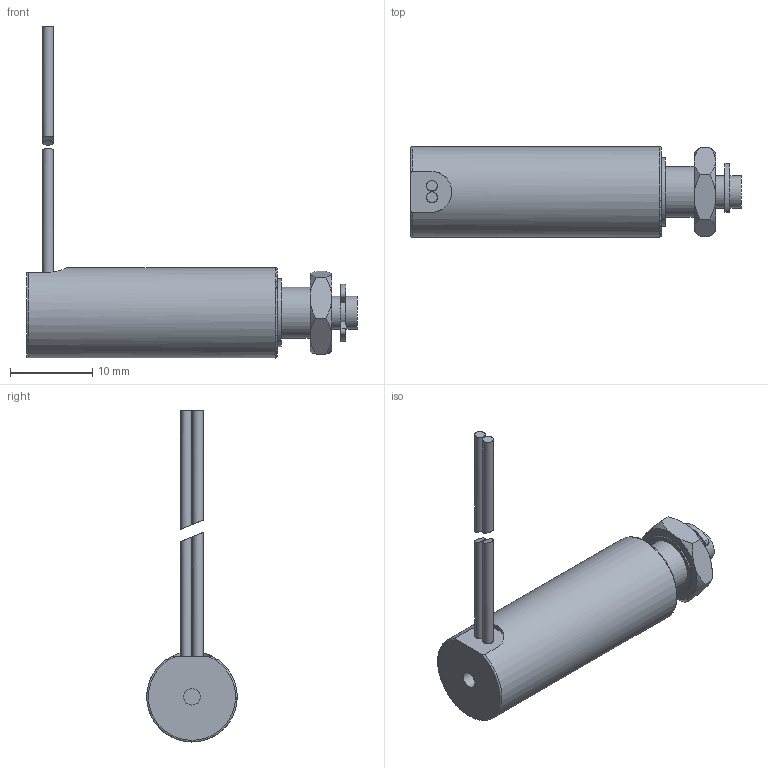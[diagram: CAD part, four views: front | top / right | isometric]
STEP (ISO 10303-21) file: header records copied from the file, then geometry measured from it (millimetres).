
FILE_DESCRIPTION( ( 'Unknown' ), '1' );
FILE_NAME( 'T1130L.stp', 'Unknown', ( 'Unknown' ), ( 'Unknown' ), 'PSStep 17.0.49', 'Unknown', ' ' );
FILE_SCHEMA( ( 'AUTOMOTIVE_DESIGN { 1 0 10303 214 1 1 1 1 }' ) );
Length unit declared in the file: millimetre
Products named in the file (7): Assem1; T1130L; T1130L-2; E-ring 3,4mm; Nut UNEF 5-16
Assembly tree (6 placements, depth 2):
  Assem1
    T1130L
    T1130L
    T1130L
    T1130L-2
    E-ring 3,4mm
    Nut UNEF 5-16
Bounding box: 40.26 x 10.99 x 40.4 mm (x, y, z)
Volume: 3277.6 mm3; surface area: 2811.7 mm2
Topology: 6 solids, 6 shells, 85 faces, 195 edges, 131 vertices
Faces by surface type: plane 34, cylinder 27, cone 16, bspline 6, torus 2
Full cylindrical faces by diameter (mm): 1.3 x4, 2 x1, 3.6 x1, 4 x3, 6.2 x1, 8.3 x1, 11 x1
Entity records: 4507 total; most frequent: CARTESIAN_POINT 1926, DIRECTION 367, ORIENTED_EDGE 350, EDGE_CURVE 175, AXIS2_PLACEMENT_3D 158, VERTEX_POINT 126, EDGE_LOOP 113, FACE_OUTER_BOUND 98
